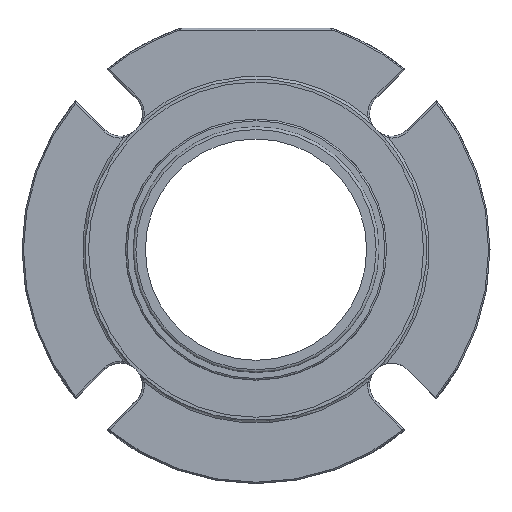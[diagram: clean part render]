
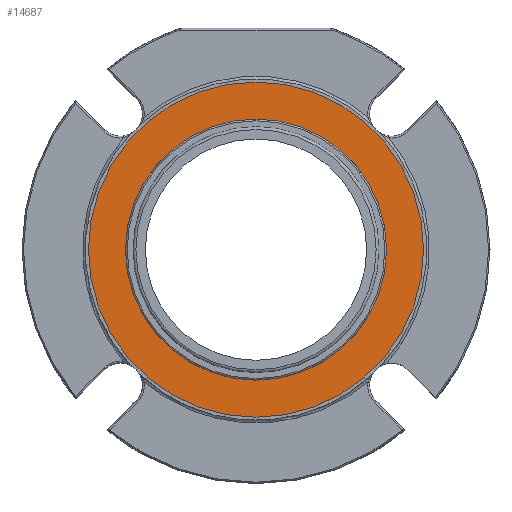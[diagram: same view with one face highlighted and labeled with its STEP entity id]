
A CAD part, front view. The second image highlights one B-rep face of the part: STEP entity #14687.
In plain terms, the highlighted planar face has unit normal (0, -1, 0).
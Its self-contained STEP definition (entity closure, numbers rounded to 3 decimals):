
#1978=PLANE('',#15764);
#5033=ORIENTED_EDGE('',*,*,#6568,.T.);
#5034=ORIENTED_EDGE('',*,*,#6567,.T.);
#6567=EDGE_CURVE('',#7544,#7544,#8086,.F.);
#6568=EDGE_CURVE('',#7545,#7545,#8087,.T.);
#7544=VERTEX_POINT('',#26378);
#7545=VERTEX_POINT('',#26381);
#8086=CIRCLE('',#15763,70.803);
#8087=CIRCLE('',#15765,90.869);
#8809=EDGE_LOOP('',(#5033));
#8810=EDGE_LOOP('',(#5034));
#9536=FACE_BOUND('',#8809,.T.);
#9537=FACE_BOUND('',#8810,.T.);
#14687=ADVANCED_FACE('',(#9536,#9537),#1978,.T.);
#15763=AXIS2_PLACEMENT_3D('',#26377,#18426,#18427);
#15764=AXIS2_PLACEMENT_3D('',#26379,#18428,#18429);
#15765=AXIS2_PLACEMENT_3D('',#26380,#18430,#18431);
#18426=DIRECTION('',(0.,-1.,0.));
#18427=DIRECTION('',(1.,0.,0.));
#18428=DIRECTION('',(0.,-1.,0.));
#18429=DIRECTION('',(0.,0.,1.));
#18430=DIRECTION('',(0.,-1.,0.));
#18431=DIRECTION('',(0.,0.,1.));
#26377=CARTESIAN_POINT('',(0.,-3.03,0.));
#26378=CARTESIAN_POINT('',(70.803,-3.03,0.));
#26379=CARTESIAN_POINT('',(0.,-3.03,74.613));
#26380=CARTESIAN_POINT('',(0.,-3.03,0.));
#26381=CARTESIAN_POINT('',(0.,-3.03,90.869));
